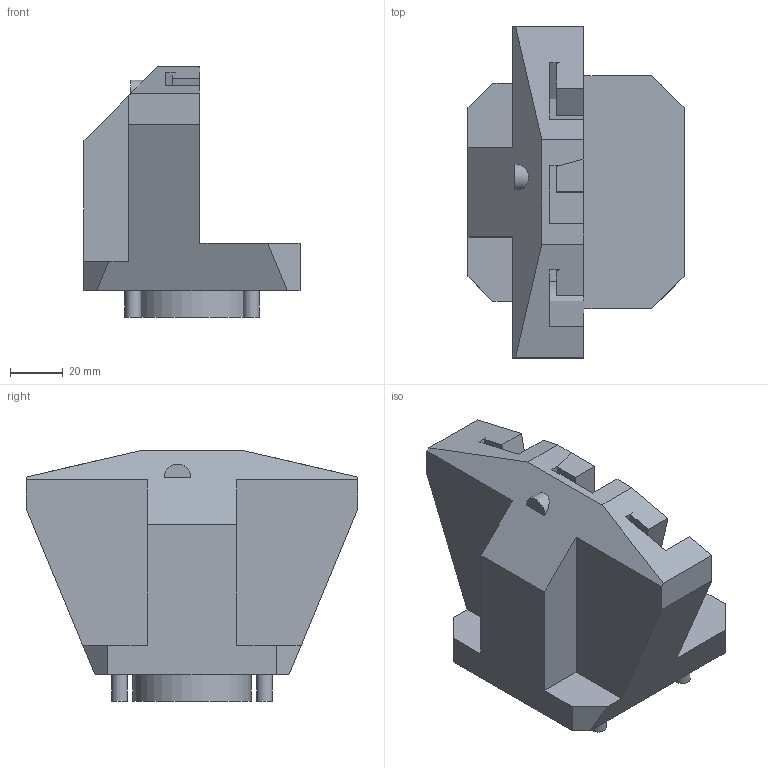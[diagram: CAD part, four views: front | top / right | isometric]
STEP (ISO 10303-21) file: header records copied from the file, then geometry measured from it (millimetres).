
FILE_DESCRIPTION(/* description */ (''),/* implementation_level */ '2;1');
FILE_NAME(/* name */ 'W7040012_stp.stp',/* time_stamp */ '2013-11-08T10:20:29+01:00',/* author */ (''),/* organization */ (''),/* preprocessor_version */ 'ST-DEVELOPER v11',/* originating_system */ 'SIEMENS PLM Software NX 7.5',/* authorisation */ '');
FILE_SCHEMA (('AUTOMOTIVE_DESIGN { 1 0 10303 214 1 1 1 1 }'));
Length unit declared in the file: millimetre
Products named in the file (1): reic1C0Dxlk5
Bounding box: 82 x 126 x 95 mm (x, y, z)
Volume: 301540.1 mm3; surface area: 48240.2 mm2
Topology: 1 solids, 1 shells, 62 faces, 161 edges, 107 vertices
Faces by surface type: plane 55, cylinder 7
Full cylindrical faces by diameter (mm): 6 x4, 45 x1
Entity records: 1870 total; most frequent: CARTESIAN_POINT 326, ORIENTED_EDGE 312, DIRECTION 296, EDGE_CURVE 156, LINE 142, VECTOR 142, VERTEX_POINT 107, AXIS2_PLACEMENT_3D 77
